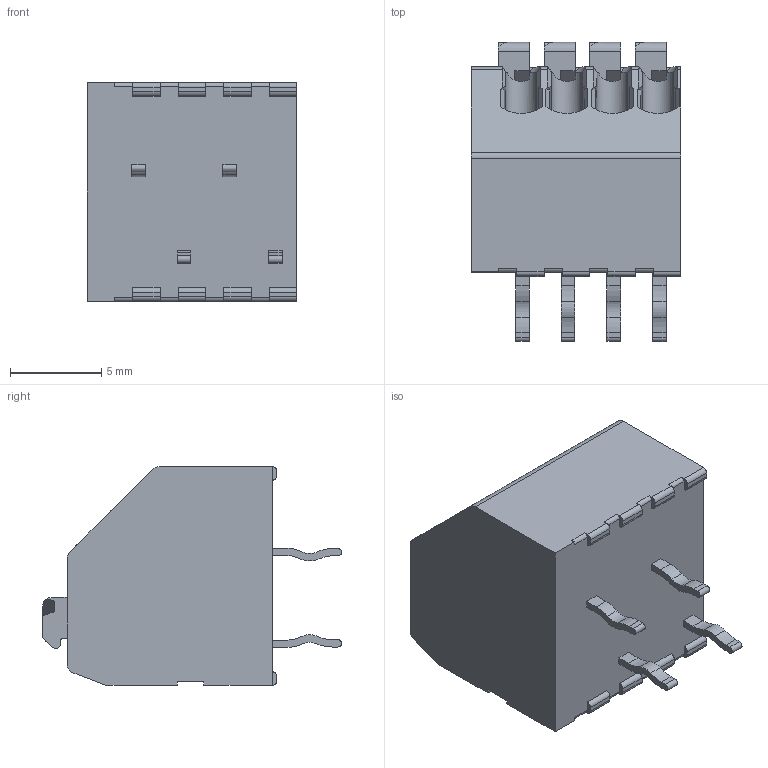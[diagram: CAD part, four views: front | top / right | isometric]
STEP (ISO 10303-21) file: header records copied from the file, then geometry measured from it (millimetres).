
FILE_DESCRIPTION((''),'2;1');
FILE_NAME('C-1-2834021-4','2017-02-24T',('workeradm'),('Tyco Electronics Ltd.'),'CREO PARAMETRIC BY PTC INC, 2016050','CREO PARAMETRIC BY PTC INC, 2016050','');
FILE_SCHEMA(('AUTOMOTIVE_DESIGN { 1 0 10303 214 1 1 1 1 }'));
Length unit declared in the file: millimetre
Products named in the file (1): C-1-2834021-4
Bounding box: 11.5 x 16.4 x 12 mm (x, y, z)
Volume: 1299.9 mm3; surface area: 1108 mm2
Topology: 1 solids, 1 shells, 440 faces, 1228 edges, 800 vertices
Faces by surface type: plane 312, cylinder 106, cone 22
Entity records: 14552 total; most frequent: CARTESIAN_POINT 3211, ORIENTED_EDGE 2456, DIRECTION 2222, EDGE_CURVE 1228, VECTOR 930, LINE 930, VERTEX_POINT 800, AXIS2_PLACEMENT_3D 646
